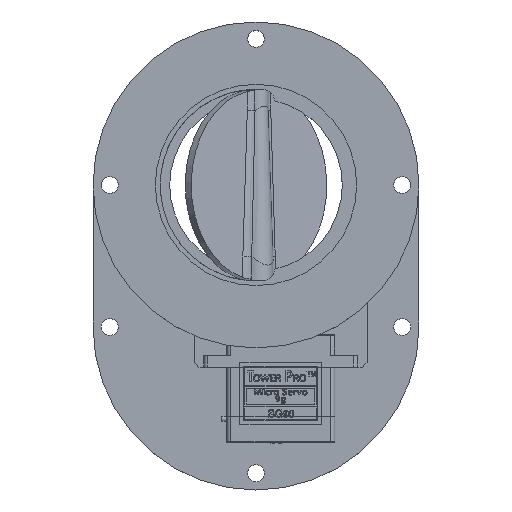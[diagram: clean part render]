
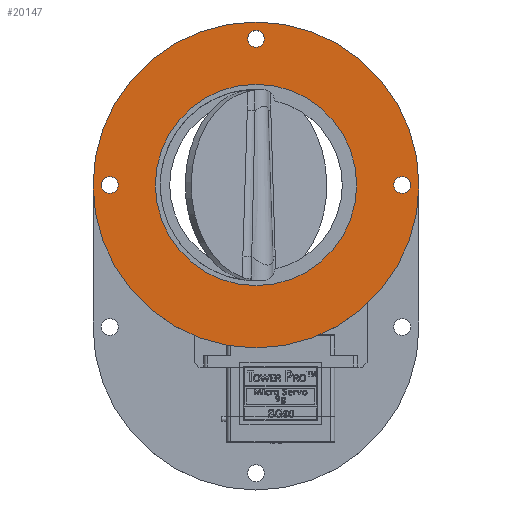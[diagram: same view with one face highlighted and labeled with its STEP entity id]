
A CAD part, top view. The second image highlights one B-rep face of the part: STEP entity #20147.
In plain terms, the highlighted planar face has unit normal (0, 0, 1).
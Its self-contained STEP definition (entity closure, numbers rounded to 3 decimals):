
#1081=FACE_BOUND('',#3832,.T.);
#1082=FACE_BOUND('',#3833,.T.);
#1083=FACE_BOUND('',#3834,.T.);
#1084=FACE_BOUND('',#3835,.T.);
#1834=PLANE('',#21674);
#2754=FACE_OUTER_BOUND('',#3831,.T.);
#3831=EDGE_LOOP('',(#19017));
#3832=EDGE_LOOP('',(#19018));
#3833=EDGE_LOOP('',(#19019));
#3834=EDGE_LOOP('',(#19020));
#3835=EDGE_LOOP('',(#19021));
#7800=CIRCLE('',#21665,1.75);
#7801=CIRCLE('',#21667,1.75);
#7802=CIRCLE('',#21669,1.75);
#7803=CIRCLE('',#21671,21.);
#7804=CIRCLE('',#21673,34.);
#10038=VERTEX_POINT('',#41552);
#10039=VERTEX_POINT('',#41556);
#10040=VERTEX_POINT('',#41560);
#10041=VERTEX_POINT('',#41564);
#10042=VERTEX_POINT('',#41568);
#13026=EDGE_CURVE('',#10038,#10038,#7800,.T.);
#13028=EDGE_CURVE('',#10039,#10039,#7801,.T.);
#13030=EDGE_CURVE('',#10040,#10040,#7802,.T.);
#13032=EDGE_CURVE('',#10041,#10041,#7803,.F.);
#13034=EDGE_CURVE('',#10042,#10042,#7804,.T.);
#19017=ORIENTED_EDGE('',*,*,#13034,.T.);
#19018=ORIENTED_EDGE('',*,*,#13032,.T.);
#19019=ORIENTED_EDGE('',*,*,#13030,.T.);
#19020=ORIENTED_EDGE('',*,*,#13028,.T.);
#19021=ORIENTED_EDGE('',*,*,#13026,.T.);
#20147=ADVANCED_FACE('',(#2754,#1081,#1082,#1083,#1084),#1834,.T.);
#21665=AXIS2_PLACEMENT_3D('',#41553,#26197,#26198);
#21667=AXIS2_PLACEMENT_3D('',#41557,#26202,#26203);
#21669=AXIS2_PLACEMENT_3D('',#41561,#26207,#26208);
#21671=AXIS2_PLACEMENT_3D('',#41565,#26212,#26213);
#21673=AXIS2_PLACEMENT_3D('',#41569,#26217,#26218);
#21674=AXIS2_PLACEMENT_3D('',#41571,#26220,#26221);
#26197=DIRECTION('center_axis',(0.,0.,-1.));
#26198=DIRECTION('ref_axis',(-1.,0.,0.));
#26202=DIRECTION('center_axis',(0.,0.,-1.));
#26203=DIRECTION('ref_axis',(-1.,0.,0.));
#26207=DIRECTION('center_axis',(0.,0.,-1.));
#26208=DIRECTION('ref_axis',(-1.,0.,0.));
#26212=DIRECTION('center_axis',(0.,0.,1.));
#26213=DIRECTION('ref_axis',(-1.,0.,0.));
#26217=DIRECTION('center_axis',(0.,0.,1.));
#26218=DIRECTION('ref_axis',(1.,0.,0.));
#26220=DIRECTION('center_axis',(0.,0.,1.));
#26221=DIRECTION('ref_axis',(1.,0.,0.));
#41552=CARTESIAN_POINT('',(50.807,89.268,16.234));
#41553=CARTESIAN_POINT('Origin',(49.057,89.268,16.234));
#41556=CARTESIAN_POINT('',(20.307,58.768,16.234));
#41557=CARTESIAN_POINT('Origin',(18.557,58.768,16.234));
#41560=CARTESIAN_POINT('',(81.307,58.768,16.234));
#41561=CARTESIAN_POINT('Origin',(79.557,58.768,16.234));
#41564=CARTESIAN_POINT('',(70.057,58.768,16.234));
#41565=CARTESIAN_POINT('Origin',(49.057,58.768,16.234));
#41568=CARTESIAN_POINT('',(15.057,58.768,16.234));
#41569=CARTESIAN_POINT('Origin',(49.057,58.768,16.234));
#41571=CARTESIAN_POINT('Origin',(49.057,58.768,16.234));
